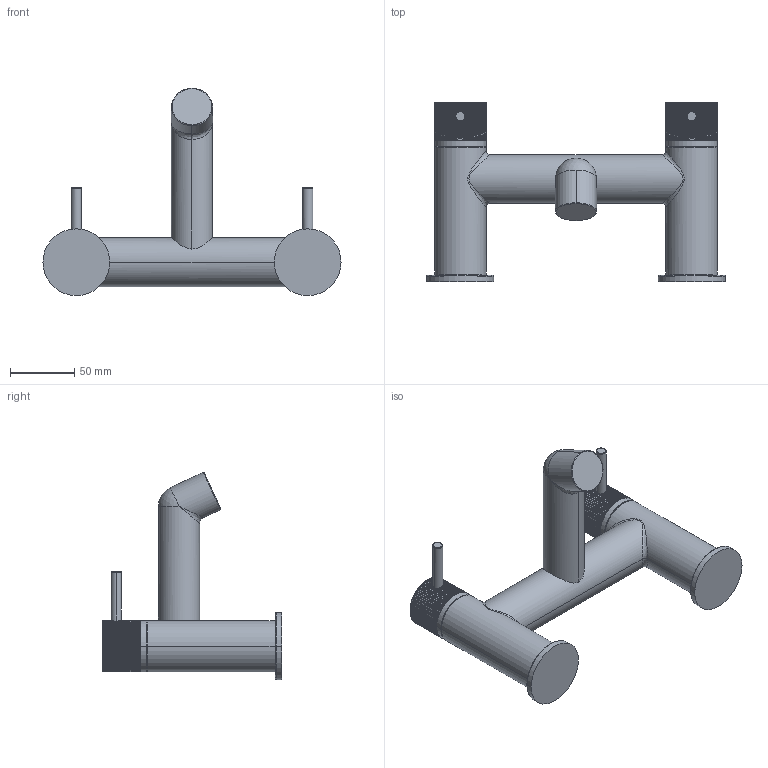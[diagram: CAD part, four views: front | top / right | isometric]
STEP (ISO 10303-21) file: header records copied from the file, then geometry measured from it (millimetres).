
FILE_DESCRIPTION((''),'2;1');
FILE_NAME('64223-01','2026-01-27T20:43:17',('dell'),(''),'CREO PARAMETRIC BY PTC INC, 2019224','CREO PARAMETRIC BY PTC INC, 2019224','');
FILE_SCHEMA(('CONFIG_CONTROL_DESIGN'));
Length unit declared in the file: millimetre
Products named in the file (1): 64223-01
Bounding box: 232 x 139.8 x 161.34 mm (x, y, z)
Volume: 622669.2 mm3; surface area: 82929 mm2
Topology: 3 solids, 3 shells, 1222 faces, 2965 edges, 1752 vertices
Faces by surface type: plane 673, cylinder 360, cone 160, torus 22, bspline 6, sphere 1
Entity records: 37102 total; most frequent: CARTESIAN_POINT 8591, DIRECTION 6190, ORIENTED_EDGE 5930, EDGE_CURVE 2965, AXIS2_PLACEMENT_3D 2419, VERTEX_POINT 1752, VECTOR 1352, LINE 1352
